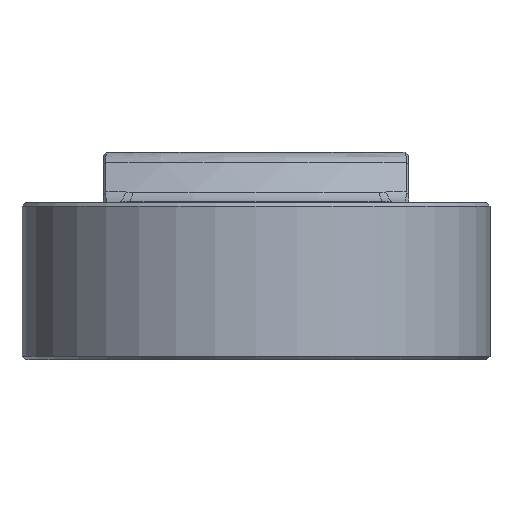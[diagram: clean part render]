
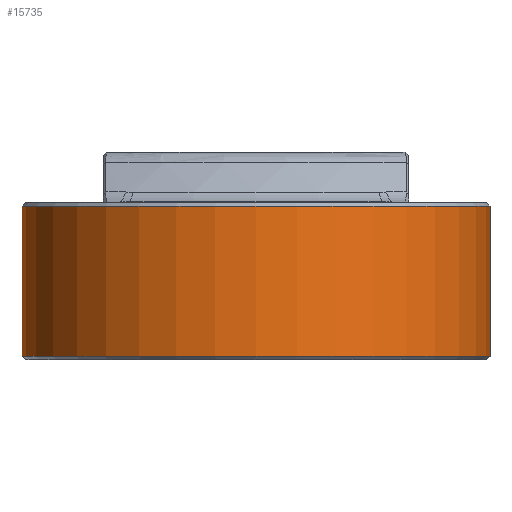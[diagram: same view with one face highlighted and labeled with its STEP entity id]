
A CAD part, front view. The second image highlights one B-rep face of the part: STEP entity #15735.
In plain terms, the highlighted cylindrical face has radius 65 mm (diameter 130 mm), a partial arc.
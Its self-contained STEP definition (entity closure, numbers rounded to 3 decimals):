
#580 = FACE_OUTER_BOUND ( 'NONE', #12446, .T. ) ;
#1244 = VERTEX_POINT ( 'NONE', #11204 ) ;
#1367 = DIRECTION ( 'NONE',  ( 1., 0., 0. ) ) ;
#1446 = VECTOR ( 'NONE', #17563, 1000. ) ;
#1541 = AXIS2_PLACEMENT_3D ( 'NONE', #18539, #6598, #7668 ) ;
#2206 = EDGE_CURVE ( 'NONE', #4184, #14907, #2658, .T. ) ;
#2560 = CARTESIAN_POINT ( 'NONE',  ( 65., -250., 4.5 ) ) ;
#2658 = CIRCLE ( 'NONE', #4870, 65. ) ;
#3525 = EDGE_CURVE ( 'NONE', #1244, #4184, #4783, .T. ) ;
#4184 = VERTEX_POINT ( 'NONE', #2560 ) ;
#4529 = VERTEX_POINT ( 'NONE', #12150 ) ;
#4632 = ORIENTED_EDGE ( 'NONE', *, *, #2206, .T. ) ;
#4783 = LINE ( 'NONE', #16803, #12879 ) ;
#4870 = AXIS2_PLACEMENT_3D ( 'NONE', #8769, #14784, #1367 ) ;
#5235 = ORIENTED_EDGE ( 'NONE', *, *, #17147, .T. ) ;
#5423 = ORIENTED_EDGE ( 'NONE', *, *, #7109, .F. ) ;
#5732 = LINE ( 'NONE', #18942, #1446 ) ;
#6500 = CYLINDRICAL_SURFACE ( 'NONE', #1541, 65. ) ;
#6598 = DIRECTION ( 'NONE',  ( 0., 0., 1. ) ) ;
#6860 = AXIS2_PLACEMENT_3D ( 'NONE', #17028, #9234, #14066 ) ;
#7109 = EDGE_CURVE ( 'NONE', #4529, #14907, #5732, .T. ) ;
#7668 = DIRECTION ( 'NONE',  ( 1., 0., 0. ) ) ;
#8769 = CARTESIAN_POINT ( 'NONE',  ( 0., -250., 4.5 ) ) ;
#9023 = DIRECTION ( 'NONE',  ( 0., 0., 1. ) ) ;
#9059 = CIRCLE ( 'NONE', #6860, 65. ) ;
#9234 = DIRECTION ( 'NONE',  ( 0., 0., 1. ) ) ;
#10823 = ORIENTED_EDGE ( 'NONE', *, *, #3525, .T. ) ;
#11204 = CARTESIAN_POINT ( 'NONE',  ( 65., -250., -37.2 ) ) ;
#12150 = CARTESIAN_POINT ( 'NONE',  ( -65., -250., -37.2 ) ) ;
#12446 = EDGE_LOOP ( 'NONE', ( #5423, #5235, #10823, #4632 ) ) ;
#12739 = CARTESIAN_POINT ( 'NONE',  ( -65., -250., 4.5 ) ) ;
#12879 = VECTOR ( 'NONE', #9023, 1000. ) ;
#14066 = DIRECTION ( 'NONE',  ( 1., 0., 0. ) ) ;
#14784 = DIRECTION ( 'NONE',  ( 0., 0., -1. ) ) ;
#14907 = VERTEX_POINT ( 'NONE', #12739 ) ;
#15735 = ADVANCED_FACE ( 'NONE', ( #580 ), #6500, .T. ) ;
#16803 = CARTESIAN_POINT ( 'NONE',  ( 65., -250., -3.5 ) ) ;
#17028 = CARTESIAN_POINT ( 'NONE',  ( 0., -250., -37.2 ) ) ;
#17147 = EDGE_CURVE ( 'NONE', #4529, #1244, #9059, .T. ) ;
#17563 = DIRECTION ( 'NONE',  ( 0., 0., 1. ) ) ;
#18539 = CARTESIAN_POINT ( 'NONE',  ( 0., -250., -3.5 ) ) ;
#18942 = CARTESIAN_POINT ( 'NONE',  ( -65., -250., -3.5 ) ) ;
